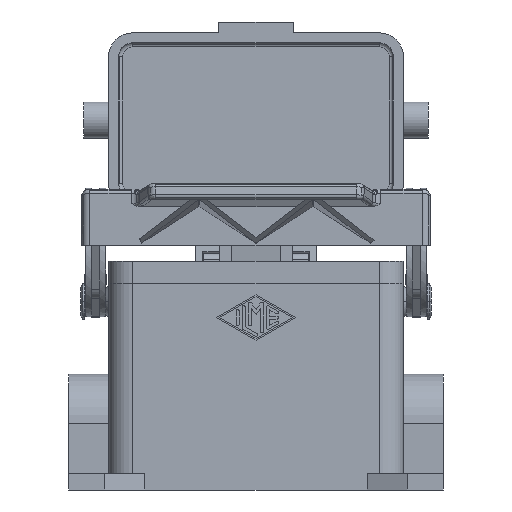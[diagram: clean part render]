
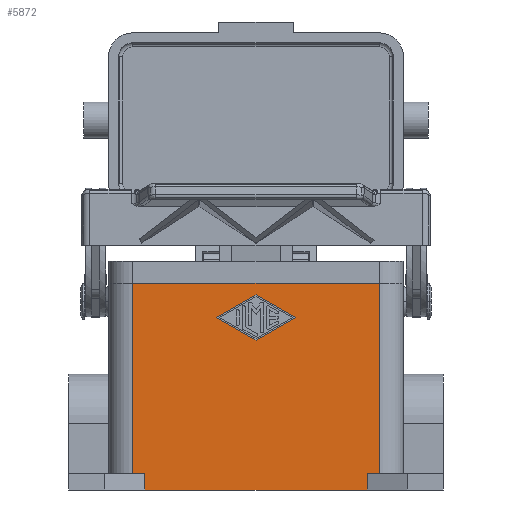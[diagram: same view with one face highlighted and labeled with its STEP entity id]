
A CAD part, front view. The second image highlights one B-rep face of the part: STEP entity #5872.
In plain terms, the highlighted planar face has unit normal (0, -1, 0).
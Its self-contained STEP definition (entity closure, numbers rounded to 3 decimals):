
#5030=CARTESIAN_POINT('',(-9.75,-21.75,15.));
#5031=VERTEX_POINT('',#5030);
#5038=CARTESIAN_POINT('',(0.,-21.75,9.375));
#5039=VERTEX_POINT('',#5038);
#5040=CARTESIAN_POINT('',(0.,-21.75,9.375));
#5041=DIRECTION('',(-0.866,0.0,0.5));
#5042=VECTOR('',#5041,11.256);
#5043=LINE('',#5040,#5042);
#5044=EDGE_CURVE('',#5039,#5031,#5043,.T.);
#5069=CARTESIAN_POINT('',(9.75,-21.75,15.));
#5070=VERTEX_POINT('',#5069);
#5071=CARTESIAN_POINT('',(9.75,-21.75,15.));
#5072=DIRECTION('',(-0.866,0.0,-0.5));
#5073=VECTOR('',#5072,11.256);
#5074=LINE('',#5071,#5073);
#5075=EDGE_CURVE('',#5070,#5039,#5074,.T.);
#5100=CARTESIAN_POINT('',(0.,-21.75,20.625));
#5101=VERTEX_POINT('',#5100);
#5102=CARTESIAN_POINT('',(0.,-21.75,20.625));
#5103=DIRECTION('',(0.866,0.0,-0.5));
#5104=VECTOR('',#5103,11.256);
#5105=LINE('',#5102,#5104);
#5106=EDGE_CURVE('',#5101,#5070,#5105,.T.);
#5129=CARTESIAN_POINT('',(-9.75,-21.75,15.));
#5130=DIRECTION('',(0.866,0.0,0.5));
#5131=VECTOR('',#5130,11.256);
#5132=LINE('',#5129,#5131);
#5133=EDGE_CURVE('',#5031,#5101,#5132,.T.);
#5795=CARTESIAN_POINT('',(27.75,-21.75,-28.0));
#5796=DIRECTION('',(0.0,-1.0,0.0));
#5797=DIRECTION('',(0.0,0.0,-1.0));
#5798=AXIS2_PLACEMENT_3D('',#5795,#5796,#5797);
#5799=PLANE('',#5798);
#5800=CARTESIAN_POINT('',(-27.75,-21.75,-28.0));
#5801=VERTEX_POINT('',#5800);
#5802=CARTESIAN_POINT('',(-27.75,-21.75,-24.));
#5803=VERTEX_POINT('',#5802);
#5804=CARTESIAN_POINT('',(-27.75,-21.75,-28.0));
#5805=DIRECTION('',(0.0,0.0,1.0));
#5806=VECTOR('',#5805,4.);
#5807=LINE('',#5804,#5806);
#5808=EDGE_CURVE('',#5801,#5803,#5807,.T.);
#5809=ORIENTED_EDGE('',*,*,#5808,.F.);
#5810=CARTESIAN_POINT('',(27.75,-21.75,-28.0));
#5811=VERTEX_POINT('',#5810);
#5812=CARTESIAN_POINT('',(27.75,-21.75,-28.0));
#5813=DIRECTION('',(-1.0,0.0,0.0));
#5814=VECTOR('',#5813,55.5);
#5815=LINE('',#5812,#5814);
#5816=EDGE_CURVE('',#5811,#5801,#5815,.T.);
#5817=ORIENTED_EDGE('',*,*,#5816,.F.);
#5818=CARTESIAN_POINT('',(27.75,-21.75,-24.));
#5819=VERTEX_POINT('',#5818);
#5820=CARTESIAN_POINT('',(27.75,-21.75,-28.0));
#5821=DIRECTION('',(0.0,0.0,1.0));
#5822=VECTOR('',#5821,4.);
#5823=LINE('',#5820,#5822);
#5824=EDGE_CURVE('',#5811,#5819,#5823,.T.);
#5825=ORIENTED_EDGE('',*,*,#5824,.T.);
#5826=CARTESIAN_POINT('',(30.75,-21.75,-24.));
#5827=VERTEX_POINT('',#5826);
#5828=CARTESIAN_POINT('',(30.75,-21.75,-24.));
#5829=DIRECTION('',(-1.0,0.0,0.0));
#5830=VECTOR('',#5829,3.);
#5831=LINE('',#5828,#5830);
#5832=EDGE_CURVE('',#5827,#5819,#5831,.T.);
#5833=ORIENTED_EDGE('',*,*,#5832,.F.);
#5834=CARTESIAN_POINT('',(30.75,-21.75,23.5));
#5835=VERTEX_POINT('',#5834);
#5836=CARTESIAN_POINT('',(30.75,-21.75,-24.));
#5837=DIRECTION('',(0.0,0.0,1.0));
#5838=VECTOR('',#5837,47.5);
#5839=LINE('',#5836,#5838);
#5840=EDGE_CURVE('',#5827,#5835,#5839,.T.);
#5841=ORIENTED_EDGE('',*,*,#5840,.T.);
#5842=CARTESIAN_POINT('',(-30.75,-21.75,23.5));
#5843=VERTEX_POINT('',#5842);
#5844=CARTESIAN_POINT('',(30.75,-21.75,23.5));
#5845=DIRECTION('',(-1.0,0.0,0.0));
#5846=VECTOR('',#5845,61.5);
#5847=LINE('',#5844,#5846);
#5848=EDGE_CURVE('',#5835,#5843,#5847,.T.);
#5849=ORIENTED_EDGE('',*,*,#5848,.T.);
#5850=CARTESIAN_POINT('',(-30.75,-21.75,-24.));
#5851=VERTEX_POINT('',#5850);
#5852=CARTESIAN_POINT('',(-30.75,-21.75,-24.));
#5853=DIRECTION('',(0.0,0.0,1.0));
#5854=VECTOR('',#5853,47.5);
#5855=LINE('',#5852,#5854);
#5856=EDGE_CURVE('',#5851,#5843,#5855,.T.);
#5857=ORIENTED_EDGE('',*,*,#5856,.F.);
#5858=CARTESIAN_POINT('',(-27.75,-21.75,-24.));
#5859=DIRECTION('',(-1.0,0.0,0.0));
#5860=VECTOR('',#5859,3.);
#5861=LINE('',#5858,#5860);
#5862=EDGE_CURVE('',#5803,#5851,#5861,.T.);
#5863=ORIENTED_EDGE('',*,*,#5862,.F.);
#5864=EDGE_LOOP('',(#5809,#5817,#5825,#5833,#5841,#5849,#5857,#5863));
#5865=FACE_OUTER_BOUND('',#5864,.T.);
#5866=ORIENTED_EDGE('',*,*,#5044,.T.);
#5867=ORIENTED_EDGE('',*,*,#5133,.T.);
#5868=ORIENTED_EDGE('',*,*,#5106,.T.);
#5869=ORIENTED_EDGE('',*,*,#5075,.T.);
#5870=EDGE_LOOP('',(#5866,#5867,#5868,#5869));
#5871=FACE_BOUND('',#5870,.T.);
#5872=ADVANCED_FACE('',(#5865,#5871),#5799,.T.);
